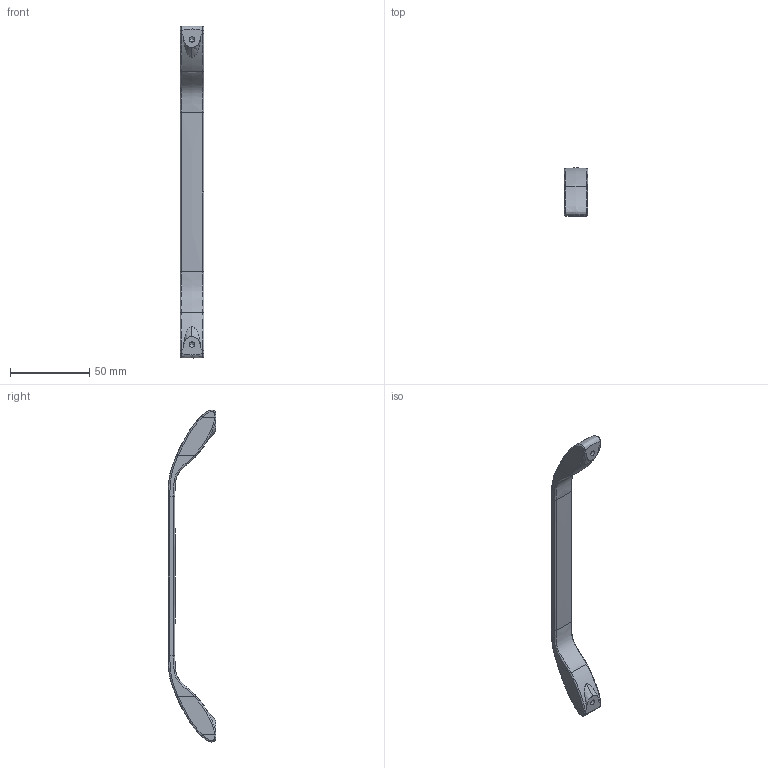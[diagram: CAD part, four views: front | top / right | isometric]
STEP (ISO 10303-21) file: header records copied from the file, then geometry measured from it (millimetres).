
FILE_DESCRIPTION(('Creo Elements/Direct Modeling STEP Export'),'2;1');
FILE_NAME('2266-209.stp','2022-05-31T11:22:07',(''),(''),'Creo Elements/Direct Modeling STEP processor for AP214 (Solid Model)','Creo Elements/Direct Modeling 20.0 12-Nov-2016 (C) Parametric Technology GmbH','');
FILE_SCHEMA(('AUTOMOTIVE_DESIGN { 1 0 10303 214 1 1 1 1 }'));
Length unit declared in the file: millimetre
Products named in the file (1): Griff-209
Bounding box: 14.97 x 30.04 x 208.9 mm (x, y, z)
Volume: 21612.4 mm3; surface area: 9527.7 mm2
Topology: 1 solids, 1 shells, 83 faces, 185 edges, 104 vertices
Faces by surface type: bspline 46, extrusion 15, plane 10, cylinder 8, cone 4
Entity records: 9877 total; most frequent: CARTESIAN_POINT 8529, ORIENTED_EDGE 362, EDGE_CURVE 181, DIRECTION 107, B_SPLINE_CURVE_WITH_KNOTS 107, VERTEX_POINT 104, EDGE_LOOP 87, FACE_OUTER_BOUND 83
